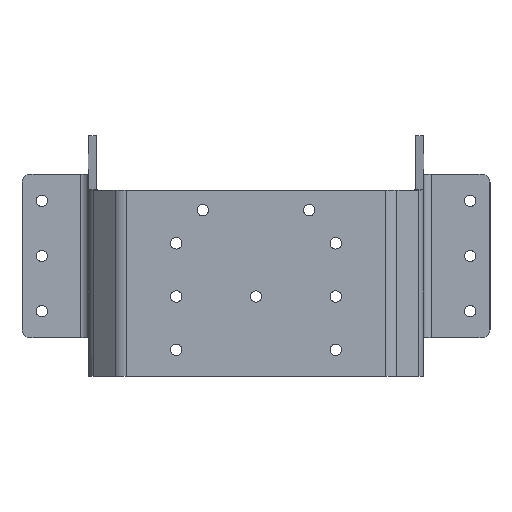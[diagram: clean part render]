
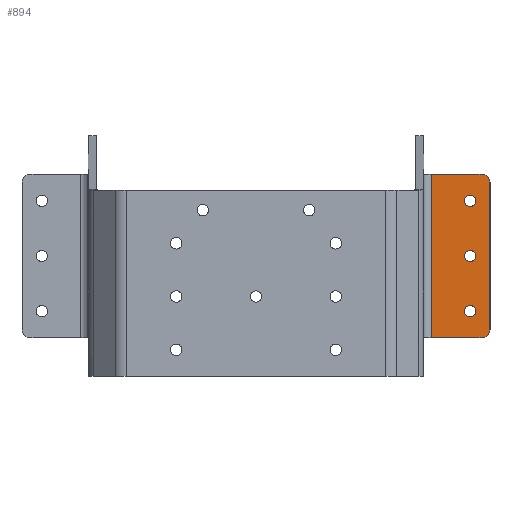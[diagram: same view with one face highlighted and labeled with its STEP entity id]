
A CAD part, front view. The second image highlights one B-rep face of the part: STEP entity #894.
In plain terms, the highlighted planar face has unit normal (0, -1, 0).
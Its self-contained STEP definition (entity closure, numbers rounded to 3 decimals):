
#4 = DIRECTION ( 'NONE',  ( 0., -1., 0. ) ) ;
#26 = CARTESIAN_POINT ( 'NONE',  ( 80.5, 127., 8.1 ) ) ;
#106 = CARTESIAN_POINT ( 'NONE',  ( 80.5, 127., -12.65 ) ) ;
#225 = DIRECTION ( 'NONE',  ( 1., 0., 0. ) ) ;
#238 = EDGE_LOOP ( 'NONE', ( #1478, #2274 ) ) ;
#250 = CARTESIAN_POINT ( 'NONE',  ( 88., 127., -20.5 ) ) ;
#289 = VERTEX_POINT ( 'NONE', #3753 ) ;
#309 = CARTESIAN_POINT ( 'NONE',  ( 80.5, 127., 10.25 ) ) ;
#328 = CARTESIAN_POINT ( 'NONE',  ( 63., 127., -20.5 ) ) ;
#448 = CARTESIAN_POINT ( 'NONE',  ( 80.5, 127., 33.15 ) ) ;
#449 = CARTESIAN_POINT ( 'NONE',  ( 85., 127., 38. ) ) ;
#483 = ORIENTED_EDGE ( 'NONE', *, *, #2183, .F. ) ;
#502 = ORIENTED_EDGE ( 'NONE', *, *, #2352, .T. ) ;
#558 = CARTESIAN_POINT ( 'NONE',  ( 88., 127., 41. ) ) ;
#642 = EDGE_CURVE ( 'NONE', #2273, #3953, #2404, .T. ) ;
#734 = LINE ( 'NONE', #328, #3397 ) ;
#766 = VERTEX_POINT ( 'NONE', #1243 ) ;
#789 = FACE_BOUND ( 'NONE', #3974, .T. ) ;
#894 = ADVANCED_FACE ( 'NONE', ( #4095, #789, #5367, #1644 ), #4970, .T. ) ;
#899 = VERTEX_POINT ( 'NONE', #2723 ) ;
#953 = VERTEX_POINT ( 'NONE', #106 ) ;
#958 = DIRECTION ( 'NONE',  ( 1., 0., 0. ) ) ;
#996 = DIRECTION ( 'NONE',  ( 0., -1., 0. ) ) ;
#1033 = EDGE_LOOP ( 'NONE', ( #4202, #1514 ) ) ;
#1051 = CARTESIAN_POINT ( 'NONE',  ( 80.5, 127., -8.35 ) ) ;
#1082 = AXIS2_PLACEMENT_3D ( 'NONE', #309, #1985, #4961 ) ;
#1088 = VECTOR ( 'NONE', #3657, 1000. ) ;
#1100 = LINE ( 'NONE', #250, #3962 ) ;
#1109 = VERTEX_POINT ( 'NONE', #26 ) ;
#1129 = ORIENTED_EDGE ( 'NONE', *, *, #1206, .F. ) ;
#1206 = EDGE_CURVE ( 'NONE', #289, #5057, #4296, .T. ) ;
#1243 = CARTESIAN_POINT ( 'NONE',  ( 80.5, 127., 12.4 ) ) ;
#1266 = CIRCLE ( 'NONE', #5021, 3. ) ;
#1310 = CARTESIAN_POINT ( 'NONE',  ( 80.5, 127., -10.5 ) ) ;
#1452 = EDGE_CURVE ( 'NONE', #3185, #953, #4741, .T. ) ;
#1478 = ORIENTED_EDGE ( 'NONE', *, *, #3581, .F. ) ;
#1514 = ORIENTED_EDGE ( 'NONE', *, *, #642, .F. ) ;
#1537 = DIRECTION ( 'NONE',  ( 1., 0., 0. ) ) ;
#1547 = AXIS2_PLACEMENT_3D ( 'NONE', #449, #1632, #2908 ) ;
#1614 = AXIS2_PLACEMENT_3D ( 'NONE', #1310, #4864, #1537 ) ;
#1632 = DIRECTION ( 'NONE',  ( 0., -1., 0. ) ) ;
#1644 = FACE_OUTER_BOUND ( 'NONE', #2771, .T. ) ;
#1652 = VERTEX_POINT ( 'NONE', #4879 ) ;
#1714 = CIRCLE ( 'NONE', #1082, 2.15 ) ;
#1722 = DIRECTION ( 'NONE',  ( 0., -1., 0. ) ) ;
#1752 = DIRECTION ( 'NONE',  ( 0., -1., 0. ) ) ;
#1925 = DIRECTION ( 'NONE',  ( 0., -1., 0. ) ) ;
#1951 = DIRECTION ( 'NONE',  ( 1., 0., 0. ) ) ;
#1985 = DIRECTION ( 'NONE',  ( 0., -1., 0. ) ) ;
#1987 = ORIENTED_EDGE ( 'NONE', *, *, #2283, .F. ) ;
#2002 = DIRECTION ( 'NONE',  ( -1., 0., 0. ) ) ;
#2056 = EDGE_CURVE ( 'NONE', #5027, #1652, #1100, .T. ) ;
#2080 = CARTESIAN_POINT ( 'NONE',  ( 80.5, 127., 31. ) ) ;
#2183 = EDGE_CURVE ( 'NONE', #766, #1109, #1714, .T. ) ;
#2230 = DIRECTION ( 'NONE',  ( 1., 0., 0. ) ) ;
#2232 = CIRCLE ( 'NONE', #3617, 2.15 ) ;
#2273 = VERTEX_POINT ( 'NONE', #448 ) ;
#2274 = ORIENTED_EDGE ( 'NONE', *, *, #1452, .F. ) ;
#2283 = EDGE_CURVE ( 'NONE', #1109, #766, #2232, .T. ) ;
#2352 = EDGE_CURVE ( 'NONE', #899, #1652, #1266, .T. ) ;
#2393 = AXIS2_PLACEMENT_3D ( 'NONE', #4717, #996, #5208 ) ;
#2404 = CIRCLE ( 'NONE', #4400, 2.15 ) ;
#2530 = DIRECTION ( 'NONE',  ( 1., 0., 0. ) ) ;
#2534 = ORIENTED_EDGE ( 'NONE', *, *, #5373, .F. ) ;
#2625 = CARTESIAN_POINT ( 'NONE',  ( 85., 127., 41. ) ) ;
#2723 = CARTESIAN_POINT ( 'NONE',  ( 85., 127., -20.5 ) ) ;
#2771 = EDGE_LOOP ( 'NONE', ( #2534, #502, #3912, #4928, #1129, #3643 ) ) ;
#2836 = EDGE_CURVE ( 'NONE', #4284, #289, #3156, .T. ) ;
#2908 = DIRECTION ( 'NONE',  ( 1., 0., 0. ) ) ;
#2916 = DIRECTION ( 'NONE',  ( 1., 0., 0. ) ) ;
#2981 = CARTESIAN_POINT ( 'NONE',  ( 80.5, 127., 28.85 ) ) ;
#2982 = CARTESIAN_POINT ( 'NONE',  ( 88., 127., 38. ) ) ;
#3085 = VECTOR ( 'NONE', #2230, 1000. ) ;
#3147 = CARTESIAN_POINT ( 'NONE',  ( 80.5, 127., -10.5 ) ) ;
#3156 = LINE ( 'NONE', #5313, #1088 ) ;
#3185 = VERTEX_POINT ( 'NONE', #1051 ) ;
#3244 = EDGE_CURVE ( 'NONE', #3953, #2273, #3286, .T. ) ;
#3286 = CIRCLE ( 'NONE', #5032, 2.15 ) ;
#3321 = EDGE_CURVE ( 'NONE', #5027, #5057, #3896, .T. ) ;
#3364 = CARTESIAN_POINT ( 'NONE',  ( 66., 127., -20.5 ) ) ;
#3374 = CARTESIAN_POINT ( 'NONE',  ( 85., 127., -17.5 ) ) ;
#3397 = VECTOR ( 'NONE', #2002, 1000. ) ;
#3581 = EDGE_CURVE ( 'NONE', #953, #3185, #4065, .T. ) ;
#3617 = AXIS2_PLACEMENT_3D ( 'NONE', #4211, #1752, #2530 ) ;
#3643 = ORIENTED_EDGE ( 'NONE', *, *, #2836, .F. ) ;
#3657 = DIRECTION ( 'NONE',  ( 0., 0., 1. ) ) ;
#3729 = AXIS2_PLACEMENT_3D ( 'NONE', #3147, #1925, #1951 ) ;
#3753 = CARTESIAN_POINT ( 'NONE',  ( 66., 127., 41. ) ) ;
#3896 = CIRCLE ( 'NONE', #1547, 3. ) ;
#3912 = ORIENTED_EDGE ( 'NONE', *, *, #2056, .F. ) ;
#3953 = VERTEX_POINT ( 'NONE', #2981 ) ;
#3962 = VECTOR ( 'NONE', #4018, 1000. ) ;
#3972 = CARTESIAN_POINT ( 'NONE',  ( 80.5, 127., 31. ) ) ;
#3974 = EDGE_LOOP ( 'NONE', ( #1987, #483 ) ) ;
#4018 = DIRECTION ( 'NONE',  ( 0., 0., -1. ) ) ;
#4065 = CIRCLE ( 'NONE', #3729, 2.15 ) ;
#4095 = FACE_BOUND ( 'NONE', #1033, .T. ) ;
#4202 = ORIENTED_EDGE ( 'NONE', *, *, #3244, .F. ) ;
#4211 = CARTESIAN_POINT ( 'NONE',  ( 80.5, 127., 10.25 ) ) ;
#4284 = VERTEX_POINT ( 'NONE', #3364 ) ;
#4296 = LINE ( 'NONE', #558, #3085 ) ;
#4400 = AXIS2_PLACEMENT_3D ( 'NONE', #2080, #4, #2916 ) ;
#4413 = DIRECTION ( 'NONE',  ( 0., -1., 0. ) ) ;
#4717 = CARTESIAN_POINT ( 'NONE',  ( 0., 127., 0. ) ) ;
#4741 = CIRCLE ( 'NONE', #1614, 2.15 ) ;
#4864 = DIRECTION ( 'NONE',  ( 0., -1., 0. ) ) ;
#4879 = CARTESIAN_POINT ( 'NONE',  ( 88., 127., -17.5 ) ) ;
#4928 = ORIENTED_EDGE ( 'NONE', *, *, #3321, .T. ) ;
#4961 = DIRECTION ( 'NONE',  ( 1., 0., 0. ) ) ;
#4970 = PLANE ( 'NONE',  #2393 ) ;
#5021 = AXIS2_PLACEMENT_3D ( 'NONE', #3374, #1722, #958 ) ;
#5027 = VERTEX_POINT ( 'NONE', #2982 ) ;
#5032 = AXIS2_PLACEMENT_3D ( 'NONE', #3972, #4413, #225 ) ;
#5057 = VERTEX_POINT ( 'NONE', #2625 ) ;
#5208 = DIRECTION ( 'NONE',  ( 1., 0., 0. ) ) ;
#5313 = CARTESIAN_POINT ( 'NONE',  ( 66., 127., -20.5 ) ) ;
#5367 = FACE_BOUND ( 'NONE', #238, .T. ) ;
#5373 = EDGE_CURVE ( 'NONE', #899, #4284, #734, .T. ) ;
